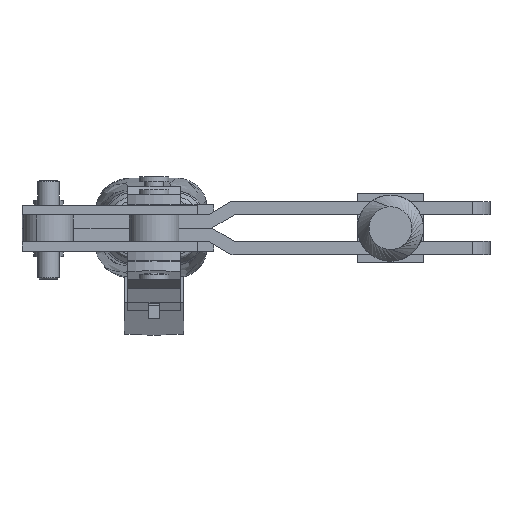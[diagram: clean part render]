
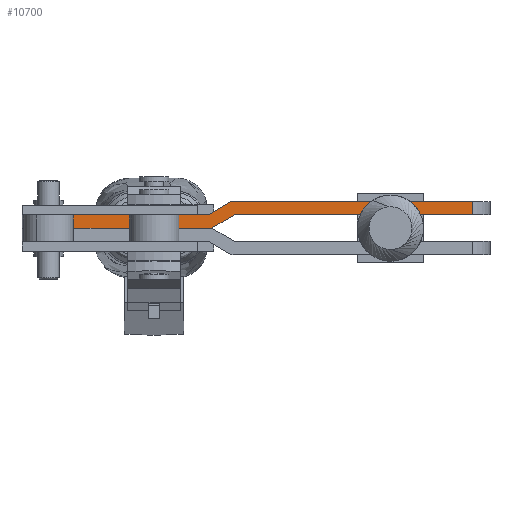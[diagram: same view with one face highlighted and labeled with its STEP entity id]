
A CAD part, front view. The second image highlights one B-rep face of the part: STEP entity #10700.
In plain terms, the highlighted face is planar.
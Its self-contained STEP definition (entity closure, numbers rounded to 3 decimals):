
#467 = CARTESIAN_POINT ( 'NONE',  ( 131., -8., 0. ) ) ;
#634 = CARTESIAN_POINT ( 'NONE',  ( 78.928, -8., 0. ) ) ;
#734 = ORIENTED_EDGE ( 'NONE', *, *, #22177, .T. ) ;
#1036 = LINE ( 'NONE', #17739, #23968 ) ;
#1696 = ORIENTED_EDGE ( 'NONE', *, *, #3058, .T. ) ;
#2549 = LINE ( 'NONE', #28428, #14362 ) ;
#2872 = EDGE_CURVE ( 'NONE', #22617, #5367, #19801, .T. ) ;
#3058 = EDGE_CURVE ( 'NONE', #6070, #8583, #7582, .T. ) ;
#3128 = LINE ( 'NONE', #25879, #26076 ) ;
#3334 = DIRECTION ( 'NONE',  ( -1., 0., 0. ) ) ;
#4420 = VERTEX_POINT ( 'NONE', #21496 ) ;
#5367 = VERTEX_POINT ( 'NONE', #16331 ) ;
#5696 = VECTOR ( 'NONE', #24557, 1000. ) ;
#5935 = VECTOR ( 'NONE', #6741, 1000. ) ;
#6070 = VERTEX_POINT ( 'NONE', #25570 ) ;
#6248 = DIRECTION ( 'NONE',  ( -1., 0., 0. ) ) ;
#6741 = DIRECTION ( 'NONE',  ( 1., 0., 0. ) ) ;
#6962 = DIRECTION ( 'NONE',  ( -1., 0., 0. ) ) ;
#7582 = LINE ( 'NONE', #27319, #21180 ) ;
#8200 = CARTESIAN_POINT ( 'NONE',  ( 80., -4., 0. ) ) ;
#8583 = VERTEX_POINT ( 'NONE', #8200 ) ;
#10700 = ADVANCED_FACE ( 'NONE', ( #19812 ), #12212, .T. ) ;
#10897 = ORIENTED_EDGE ( 'NONE', *, *, #14772, .T. ) ;
#10936 = ORIENTED_EDGE ( 'NONE', *, *, #18334, .F. ) ;
#11463 = CARTESIAN_POINT ( 'NONE',  ( 0., 0., 0. ) ) ;
#11522 = VECTOR ( 'NONE', #6962, 1000. ) ;
#11687 = DIRECTION ( 'NONE',  ( 0.866, -0.5, 0. ) ) ;
#11869 = LINE ( 'NONE', #16037, #5935 ) ;
#12212 = PLANE ( 'NONE',  #15200 ) ;
#13605 = CARTESIAN_POINT ( 'NONE',  ( 0., -8., 0. ) ) ;
#13932 = VECTOR ( 'NONE', #6248, 1000. ) ;
#14362 = VECTOR ( 'NONE', #17181, 1000. ) ;
#14454 = CARTESIAN_POINT ( 'NONE',  ( 0., 0., 0. ) ) ;
#14772 = EDGE_CURVE ( 'NONE', #8583, #4420, #1036, .T. ) ;
#15200 = AXIS2_PLACEMENT_3D ( 'NONE', #14454, #16717, #3334 ) ;
#15475 = LINE ( 'NONE', #28634, #5696 ) ;
#16037 = CARTESIAN_POINT ( 'NONE',  ( 0., 0., 0. ) ) ;
#16331 = CARTESIAN_POINT ( 'NONE',  ( 0., -4., 0. ) ) ;
#16396 = ORIENTED_EDGE ( 'NONE', *, *, #20480, .T. ) ;
#16448 = EDGE_LOOP ( 'NONE', ( #18092, #25333, #10936, #16396, #1696, #10897, #734, #26352 ) ) ;
#16717 = DIRECTION ( 'NONE',  ( 0., 0., -1. ) ) ;
#17181 = DIRECTION ( 'NONE',  ( 0., -1., 0. ) ) ;
#17461 = VERTEX_POINT ( 'NONE', #467 ) ;
#17739 = CARTESIAN_POINT ( 'NONE',  ( 0., -4., 0. ) ) ;
#18092 = ORIENTED_EDGE ( 'NONE', *, *, #20895, .T. ) ;
#18334 = EDGE_CURVE ( 'NONE', #28787, #5367, #15475, .T. ) ;
#18815 = LINE ( 'NONE', #13605, #11522 ) ;
#19539 = CARTESIAN_POINT ( 'NONE',  ( 72., -4., 0. ) ) ;
#19801 = LINE ( 'NONE', #19539, #13932 ) ;
#19812 = FACE_OUTER_BOUND ( 'NONE', #16448, .T. ) ;
#20480 = EDGE_CURVE ( 'NONE', #28787, #6070, #11869, .T. ) ;
#20895 = EDGE_CURVE ( 'NONE', #26492, #22617, #3128, .T. ) ;
#21180 = VECTOR ( 'NONE', #11687, 1000. ) ;
#21496 = CARTESIAN_POINT ( 'NONE',  ( 131., -4., 0. ) ) ;
#22177 = EDGE_CURVE ( 'NONE', #4420, #17461, #2549, .T. ) ;
#22284 = DIRECTION ( 'NONE',  ( 1., 0., 0. ) ) ;
#22617 = VERTEX_POINT ( 'NONE', #25286 ) ;
#23968 = VECTOR ( 'NONE', #22284, 1000. ) ;
#24213 = DIRECTION ( 'NONE',  ( -0.866, 0.5, 0. ) ) ;
#24557 = DIRECTION ( 'NONE',  ( 0., -1., 0. ) ) ;
#25286 = CARTESIAN_POINT ( 'NONE',  ( 72., -4., 0. ) ) ;
#25333 = ORIENTED_EDGE ( 'NONE', *, *, #2872, .T. ) ;
#25570 = CARTESIAN_POINT ( 'NONE',  ( 73.072, 0., 0. ) ) ;
#25879 = CARTESIAN_POINT ( 'NONE',  ( 78.928, -8., 0. ) ) ;
#26076 = VECTOR ( 'NONE', #24213, 1000. ) ;
#26352 = ORIENTED_EDGE ( 'NONE', *, *, #27604, .T. ) ;
#26492 = VERTEX_POINT ( 'NONE', #634 ) ;
#27319 = CARTESIAN_POINT ( 'NONE',  ( 73.072, 0., 0. ) ) ;
#27604 = EDGE_CURVE ( 'NONE', #17461, #26492, #18815, .T. ) ;
#28428 = CARTESIAN_POINT ( 'NONE',  ( 131., 0., 0. ) ) ;
#28634 = CARTESIAN_POINT ( 'NONE',  ( 0., -4., 0. ) ) ;
#28787 = VERTEX_POINT ( 'NONE', #11463 ) ;
